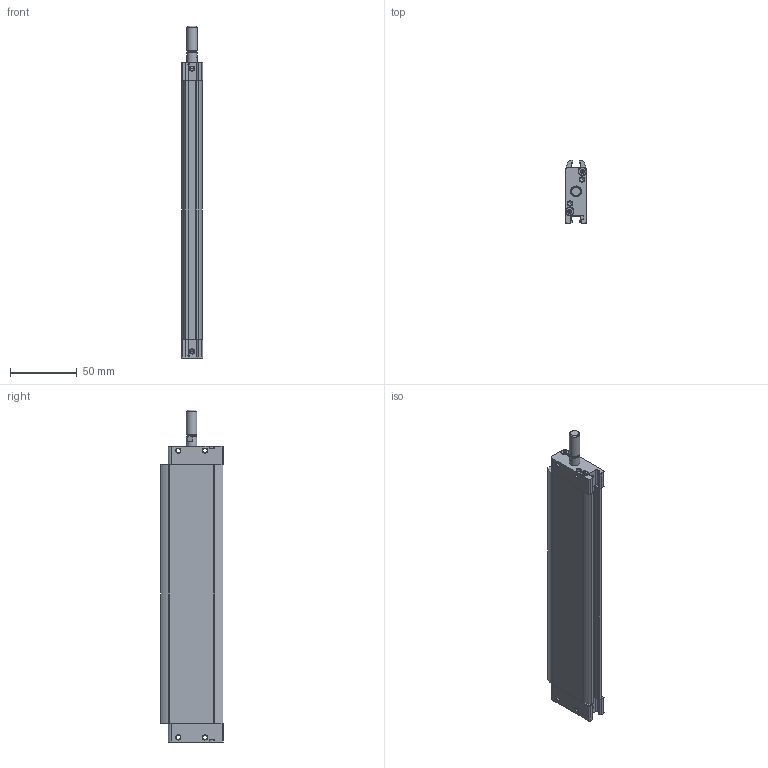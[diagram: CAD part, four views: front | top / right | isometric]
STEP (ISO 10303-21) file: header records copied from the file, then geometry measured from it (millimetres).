
FILE_DESCRIPTION(/* description */ ('STEP AP214'),/* implementation_level */ '2;1');
FILE_NAME(/* name */ '161244_DZF-18-160-A-P-A',/* time_stamp */ '2024-08-23T17:16:47+02:00',/* author */ ('License CC BY-ND 4.0'),/* organization */ ('CADENAS'),/* preprocessor_version */ 'ST-DEVELOPER v19.3',/* originating_system */ 'PARTsolutions',/* authorisation */ ' ');
FILE_SCHEMA (('AUTOMOTIVE_DESIGN {1 0 10303 214 3 1 1}'));
Length unit declared in the file: millimetre
Products named in the file (4): 161244 DZF-18-160-A-P-A---(0); 161244 DZF-18-160-A-P-A---(ZR); 161244 DZF-18-160-A-P-A---(KS); DIN-913 - M5x5
Assembly tree (4 placements, depth 2):
  161244 DZF-18-160-A-P-A---(0)
    161244 DZF-18-160-A-P-A---(ZR)
    161244 DZF-18-160-A-P-A---(KS)
    DIN-913 - M5x5  x2
Bounding box: 16 x 47 x 249 mm (x, y, z)
Volume: 95739.5 mm3; surface area: 54698 mm2
Topology: 4 solids, 4 shells, 307 faces, 814 edges, 514 vertices
Faces by surface type: cylinder 139, plane 94, cone 72, torus 2
Full cylindrical faces by diameter (mm): 3.242 x10, 4 x1, 4.134 x4, 5 x2, 5.5 x4, 6.4 x1, 8 x3
Entity records: 8832 total; most frequent: CARTESIAN_POINT 2017, DIRECTION 1372, ORIENTED_EDGE 1342, EDGE_CURVE 671, AXIS2_PLACEMENT_3D 543, VERTEX_POINT 468, FACE_BOUND 389, EDGE_LOOP 376
